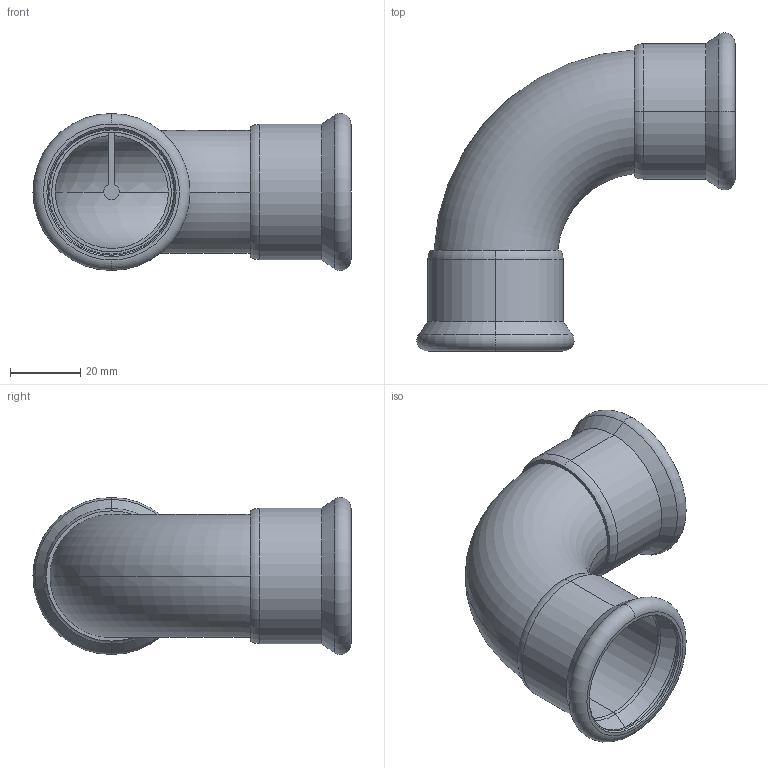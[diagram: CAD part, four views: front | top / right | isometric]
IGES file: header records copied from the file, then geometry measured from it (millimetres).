
Global section: file name: No Iges File Name specified; native system: Autodesk Inventor 2011; preprocessor: AutoDesk Inventor Iges Exporter R2011; author: bruh; date: 20110606.134926; units: millimetre
Bounding box: 90.29 x 90.29 x 44.59 mm (x, y, z)
Volume: 21171.6 mm3; surface area: 28805 mm2
Topology: 1 solids, 1 shells, 70 faces, 148 edges, 88 vertices
Faces by surface type: revolution 26, plane 16, torus 14, cylinder 6, cone 4, bspline 4
